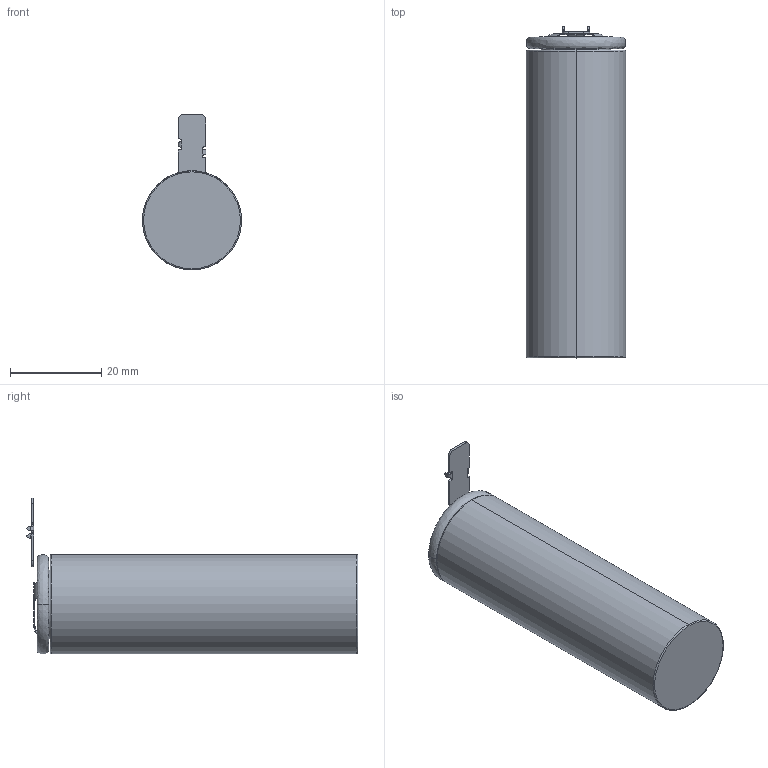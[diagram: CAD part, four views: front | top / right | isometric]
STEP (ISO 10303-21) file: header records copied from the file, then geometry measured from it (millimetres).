
FILE_DESCRIPTION (( 'STEP AP214' ), '1' );
FILE_NAME ('battery.stp', '2023-04-13T20:19:09', ( '' ), ( '' ), 'SwSTEP 2.0', 'SolidWorks 2021', '' );
FILE_SCHEMA (( 'AUTOMOTIVE_DESIGN' ));
Length unit declared in the file: inch
Products named in the file (3): battery; Copy of Battery Cell^battery; Copy of 9040282^battery
Assembly tree (2 placements, depth 2):
  battery
    Copy of Battery Cell^battery
    Copy of 9040282^battery
Bounding box: 21.7 x 72.59 x 34.1 mm (x, y, z)
Volume: 25706.4 mm3; surface area: 6307 mm2
Topology: 2 solids, 2 shells, 111 faces, 272 edges, 165 vertices
Faces by surface type: plane 44, cylinder 36, torus 25, bspline 6
Entity records: 3625 total; most frequent: CARTESIAN_POINT 923, ORIENTED_EDGE 544, DIRECTION 535, EDGE_CURVE 272, AXIS2_PLACEMENT_3D 213, VERTEX_POINT 165, EDGE_LOOP 115, FACE_OUTER_BOUND 111
